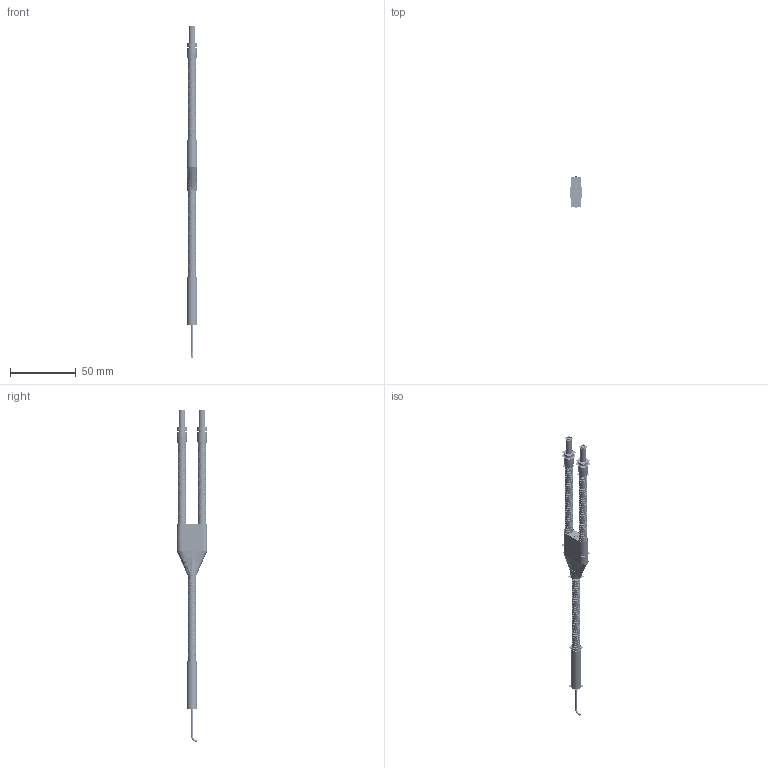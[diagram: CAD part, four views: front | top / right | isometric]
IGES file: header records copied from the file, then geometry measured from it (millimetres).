
Start section:  PTC IGES file: 193312.igs
Global section: file name: 193312.igs; native system: Creo Parametric by Parametric Technology Corporation; preprocessor: 2013230; author: pdmadmin; organization: Unknown; date: 20160210.094404; units: millimetre
Bounding box: 8.38 x 23.64 x 251.91 mm (x, y, z)
Volume: 7292.3 mm3; surface area: 92381.1 mm2
Topology: 8 solids, 9 shells, 832 faces, 3506 edges, 4093 vertices
Faces by surface type: bspline 716, revolution 116
